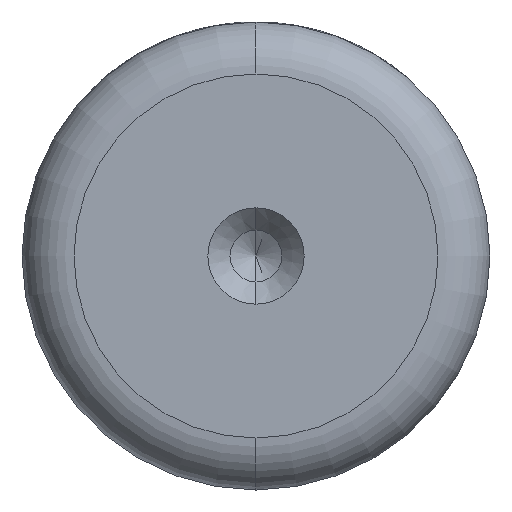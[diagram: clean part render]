
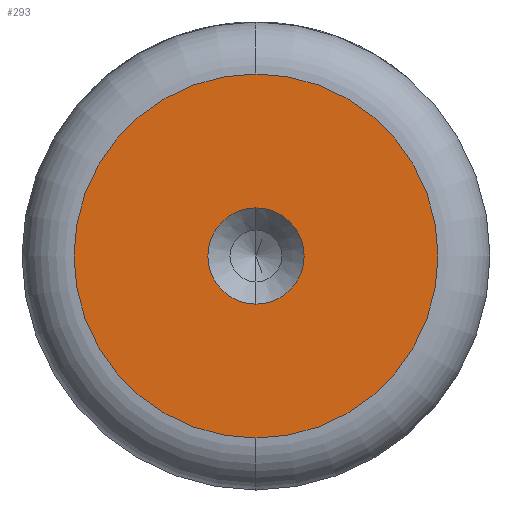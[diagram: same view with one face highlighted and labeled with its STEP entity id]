
A CAD part, left-side view. The second image highlights one B-rep face of the part: STEP entity #293.
In plain terms, the highlighted planar face has unit normal (-1, 0, 0).
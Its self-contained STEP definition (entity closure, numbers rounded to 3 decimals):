
#118 = CARTESIAN_POINT ( 'NONE',  ( 0., 0., 0. ) ) ;
#158 = VERTEX_POINT ( 'NONE', #750 ) ;
#233 = CARTESIAN_POINT ( 'NONE',  ( 0., 0., -1.85 ) ) ;
#241 = DIRECTION ( 'NONE',  ( 0., 0., 1. ) ) ;
#259 = VERTEX_POINT ( 'NONE', #519 ) ;
#266 = AXIS2_PLACEMENT_3D ( 'NONE', #369, #1077, #473 ) ;
#293 = ADVANCED_FACE ( 'NONE', ( #784, #322 ), #621, .T. ) ;
#315 = AXIS2_PLACEMENT_3D ( 'NONE', #118, #862, #241 ) ;
#322 = FACE_OUTER_BOUND ( 'NONE', #501, .T. ) ;
#352 = DIRECTION ( 'NONE',  ( -1., 0., 0. ) ) ;
#369 = CARTESIAN_POINT ( 'NONE',  ( 0., 0., 0. ) ) ;
#378 = AXIS2_PLACEMENT_3D ( 'NONE', #565, #1255, #658 ) ;
#470 = CIRCLE ( 'NONE', #266, 1.85 ) ;
#473 = DIRECTION ( 'NONE',  ( 0., 0., 1. ) ) ;
#496 = AXIS2_PLACEMENT_3D ( 'NONE', #963, #352, #1059 ) ;
#501 = EDGE_LOOP ( 'NONE', ( #1211, #1342 ) ) ;
#519 = CARTESIAN_POINT ( 'NONE',  ( 0., 0., 7. ) ) ;
#546 = ORIENTED_EDGE ( 'NONE', *, *, #1325, .F. ) ;
#565 = CARTESIAN_POINT ( 'NONE',  ( 0., 0., 0. ) ) ;
#599 = CIRCLE ( 'NONE', #378, 1.85 ) ;
#621 = PLANE ( 'NONE',  #1196 ) ;
#658 = DIRECTION ( 'NONE',  ( 0., 0., 1. ) ) ;
#716 = DIRECTION ( 'NONE',  ( 0., 0., 1. ) ) ;
#750 = CARTESIAN_POINT ( 'NONE',  ( 0., 0., 1.85 ) ) ;
#782 = CIRCLE ( 'NONE', #496, 7. ) ;
#784 = FACE_BOUND ( 'NONE', #810, .T. ) ;
#800 = CIRCLE ( 'NONE', #315, 7. ) ;
#810 = EDGE_LOOP ( 'NONE', ( #1171, #546 ) ) ;
#862 = DIRECTION ( 'NONE',  ( -1., 0., 0. ) ) ;
#891 = VERTEX_POINT ( 'NONE', #1228 ) ;
#951 = EDGE_CURVE ( 'NONE', #259, #891, #782, .T. ) ;
#963 = CARTESIAN_POINT ( 'NONE',  ( 0., 0., 0. ) ) ;
#1059 = DIRECTION ( 'NONE',  ( 0., 0., 1. ) ) ;
#1077 = DIRECTION ( 'NONE',  ( -1., 0., 0. ) ) ;
#1126 = CARTESIAN_POINT ( 'NONE',  ( 0., 0., 0. ) ) ;
#1171 = ORIENTED_EDGE ( 'NONE', *, *, #1268, .F. ) ;
#1196 = AXIS2_PLACEMENT_3D ( 'NONE', #1126, #1216, #716 ) ;
#1211 = ORIENTED_EDGE ( 'NONE', *, *, #951, .T. ) ;
#1216 = DIRECTION ( 'NONE',  ( -1., 0., 0. ) ) ;
#1228 = CARTESIAN_POINT ( 'NONE',  ( 0., 0., -7. ) ) ;
#1239 = VERTEX_POINT ( 'NONE', #233 ) ;
#1255 = DIRECTION ( 'NONE',  ( -1., 0., 0. ) ) ;
#1268 = EDGE_CURVE ( 'NONE', #158, #1239, #599, .T. ) ;
#1274 = EDGE_CURVE ( 'NONE', #891, #259, #800, .T. ) ;
#1325 = EDGE_CURVE ( 'NONE', #1239, #158, #470, .T. ) ;
#1342 = ORIENTED_EDGE ( 'NONE', *, *, #1274, .T. ) ;
